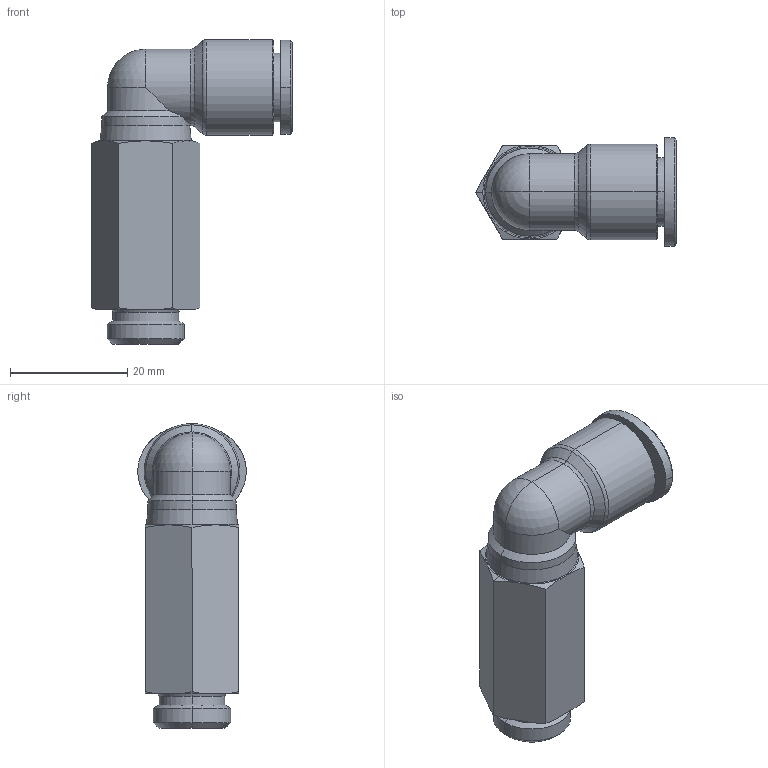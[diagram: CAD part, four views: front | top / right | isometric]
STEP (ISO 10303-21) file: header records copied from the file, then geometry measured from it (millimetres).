
FILE_DESCRIPTION((''),'2;1');
FILE_NAME('GPLL 10G02(3D).stp','2012-12-21T11:26:17',(''),(''),'Mechanical Desktop.R8.0.24.0','Mechanical Desktop.R8.0.24.0',', , ');
FILE_SCHEMA(('CONFIG_CONTROL_DESIGN'));
Length unit declared in the file: millimetre
Products named in the file (2): GPLL 10G02(3D); ºÎÇ°1
Assembly tree (1 placements, depth 2):
  GPLL 10G02(3D)
    ºÎÇ°1
Bounding box: 34.24 x 18.5 x 51.95 mm (x, y, z)
Volume: 9089.1 mm3; surface area: 5720.9 mm2
Topology: 1 solids, 1 shells, 466 faces, 1295 edges, 847 vertices
Faces by surface type: plane 391, cone 40, cylinder 21, bspline 10, sphere 2, torus 2
Entity records: 15159 total; most frequent: CARTESIAN_POINT 3195, ORIENTED_EDGE 2586, DIRECTION 2256, EDGE_CURVE 1293, VECTOR 1160, LINE 1160, VERTEX_POINT 847, AXIS2_PLACEMENT_3D 548
